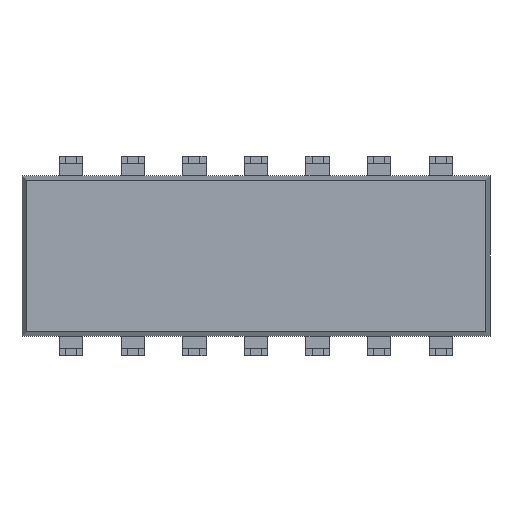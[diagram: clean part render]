
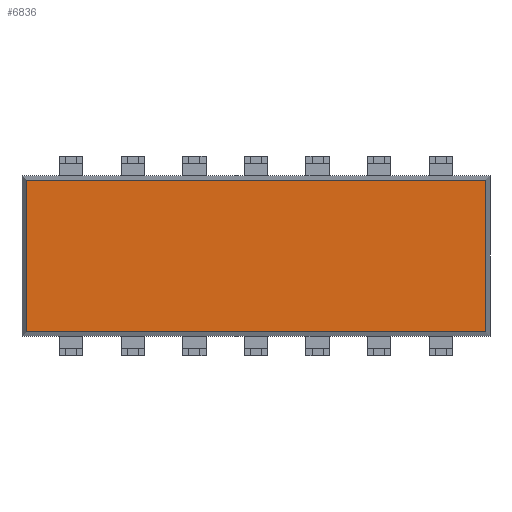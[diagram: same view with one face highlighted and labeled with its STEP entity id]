
A CAD part, front view. The second image highlights one B-rep face of the part: STEP entity #6836.
In plain terms, the highlighted planar face has unit normal (0, -1, 0).
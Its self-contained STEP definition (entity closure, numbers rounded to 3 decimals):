
#6797 = CARTESIAN_POINT ( 'NONE',  ( -9.474, 0.38, 3.124 ) ) ;
#6798 = VERTEX_POINT ( 'NONE', #6797 ) ;
#6799 = CARTESIAN_POINT ( 'NONE',  ( -9.474, 0.38, -3.124 ) ) ;
#6800 = VERTEX_POINT ( 'NONE', #6799 ) ;
#6801 = CARTESIAN_POINT ( 'NONE',  ( -9.474, 0.38, -3.3 ) ) ;
#6802 = DIRECTION ( 'NONE',  ( 0., 0., -1. ) ) ;
#6803 = VECTOR ( 'NONE', #6802, 1000. ) ;
#6804 = LINE ( 'NONE', #6801, #6803 ) ;
#6805 = EDGE_CURVE ( 'NONE', #6798, #6800, #6804, .T. ) ;
#6806 = ORIENTED_EDGE ( 'NONE', *, *, #6805, .T. ) ;
#6807 = CARTESIAN_POINT ( 'NONE',  ( 9.474, 0.38, -3.124 ) ) ;
#6808 = VERTEX_POINT ( 'NONE', #6807 ) ;
#6809 = CARTESIAN_POINT ( 'NONE',  ( 9.65, 0.38, -3.124 ) ) ;
#6810 = DIRECTION ( 'NONE',  ( 1., 0., 0. ) ) ;
#6811 = VECTOR ( 'NONE', #6810, 1000. ) ;
#6812 = LINE ( 'NONE', #6809, #6811 ) ;
#6813 = EDGE_CURVE ( 'NONE', #6800, #6808, #6812, .T. ) ;
#6814 = ORIENTED_EDGE ( 'NONE', *, *, #6813, .T. ) ;
#6815 = CARTESIAN_POINT ( 'NONE',  ( 9.474, 0.38, 3.124 ) ) ;
#6816 = VERTEX_POINT ( 'NONE', #6815 ) ;
#6817 = CARTESIAN_POINT ( 'NONE',  ( 9.474, 0.38, 3.3 ) ) ;
#6818 = DIRECTION ( 'NONE',  ( 0., 0., 1. ) ) ;
#6819 = VECTOR ( 'NONE', #6818, 1000. ) ;
#6820 = LINE ( 'NONE', #6817, #6819 ) ;
#6821 = EDGE_CURVE ( 'NONE', #6808, #6816, #6820, .T. ) ;
#6822 = ORIENTED_EDGE ( 'NONE', *, *, #6821, .T. ) ;
#6823 = CARTESIAN_POINT ( 'NONE',  ( -9.65, 0.38, 3.124 ) ) ;
#6824 = DIRECTION ( 'NONE',  ( -1., 0., 0. ) ) ;
#6825 = VECTOR ( 'NONE', #6824, 1000. ) ;
#6826 = LINE ( 'NONE', #6823, #6825 ) ;
#6827 = EDGE_CURVE ( 'NONE', #6816, #6798, #6826, .T. ) ;
#6828 = ORIENTED_EDGE ( 'NONE', *, *, #6827, .T. ) ;
#6829 = EDGE_LOOP ( 'NONE', ( #6806, #6814, #6822, #6828 ) ) ;
#6830 = FACE_OUTER_BOUND ( 'NONE', #6829, .T. ) ;
#6831 = CARTESIAN_POINT ( 'NONE',  ( 9.65, 0.38, -3.3 ) ) ;
#6832 = DIRECTION ( 'NONE',  ( 0., -1., 0. ) ) ;
#6833 = DIRECTION ( 'NONE',  ( 0., 0., -1. ) ) ;
#6834 = AXIS2_PLACEMENT_3D ( 'NONE', #6831, #6832, #6833 ) ;
#6835 = PLANE ( 'NONE', #6834 ) ;
#6836 = ADVANCED_FACE ( 'NONE', ( #6830 ), #6835, .T. ) ;
